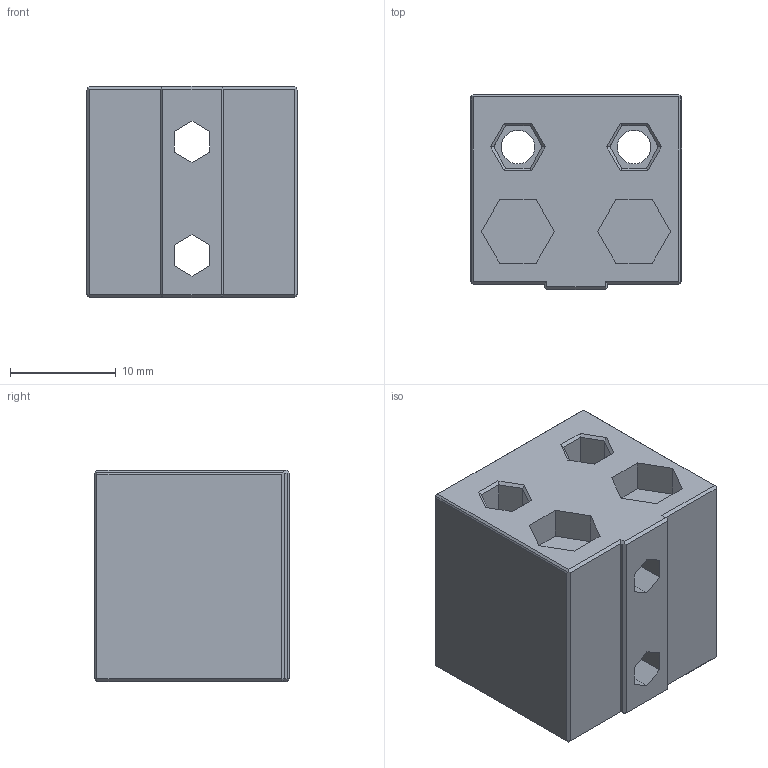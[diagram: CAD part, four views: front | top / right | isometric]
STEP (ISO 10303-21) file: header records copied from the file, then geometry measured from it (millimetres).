
FILE_DESCRIPTION(/* description */ ('STEP AP242','CAx-IF Rec.Pracs.---Representation and Presentation of Product Manufacturing Information (PMI)---4.0---2014-10-13','CAx-IF Rec.Pracs.---3D Tessellated Geometry---0.4---2014-09-14','2;1'),/* implementation_level */ '2;1');
FILE_NAME(/* name */ '68edd19f9574d2b9326cab6e',/* time_stamp */ '2025-10-14T04:29:19Z',/* author */ (''),/* organization */ (''),/* preprocessor_version */ 'ST-DEVELOPER v20',/* originating_system */ 'ONSHAPE BY PTC INC, 1.205',/* authorisation */ ' ');
FILE_SCHEMA (('AP242_MANAGED_MODEL_BASED_3D_ENGINEERING_MIM_LF { 1 0 10303 442 1 1 4 }'));
Length unit declared in the file: metre
Products named in the file (1): Bracket dock
Bounding box: 20 x 18.5 x 20 mm (x, y, z)
Volume: 6026.4 mm3; surface area: 3254 mm2
Topology: 1 solids, 1 shells, 144 faces, 356 edges, 216 vertices
Faces by surface type: plane 134, cylinder 6, cone 4
Full cylindrical faces by diameter (mm): 3.2 x2, 6 x2, 6.5 x2
Entity records: 4090 total; most frequent: CARTESIAN_POINT 707, ORIENTED_EDGE 686, DIRECTION 662, EDGE_CURVE 343, LINE 310, VECTOR 310, VERTEX_POINT 213, AXIS2_PLACEMENT_3D 176
